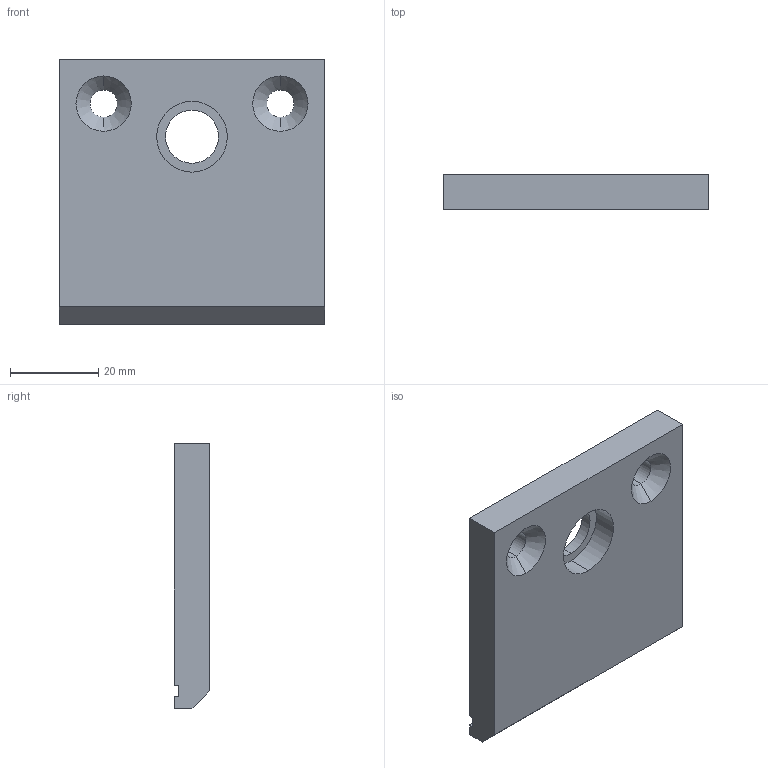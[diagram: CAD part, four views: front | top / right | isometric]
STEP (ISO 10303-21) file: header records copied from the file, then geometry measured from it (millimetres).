
FILE_DESCRIPTION (( 'STEP AP214' ), '1' );
FILE_NAME ('2嘐隅ヵ旯.STEP', '2024-08-08T14:40:45', ( '' ), ( '' ), 'SwSTEP 2.0', 'SolidWorks 2020', '' );
FILE_SCHEMA (( 'AUTOMOTIVE_DESIGN' ));
Length unit declared in the file: millimetre
Products named in the file (1): 2嘐隅ヵ旯
Bounding box: 60 x 8 x 60 mm (x, y, z)
Volume: 24782.2 mm3; surface area: 9776.2 mm2
Topology: 1 solids, 1 shells, 36 faces, 83 edges, 54 vertices
Faces by surface type: cylinder 16, plane 16, cone 4
Entity records: 1077 total; most frequent: DIRECTION 193, CARTESIAN_POINT 174, ORIENTED_EDGE 166, EDGE_CURVE 83, AXIS2_PLACEMENT_3D 73, VERTEX_POINT 54, EDGE_LOOP 47, LINE 47
